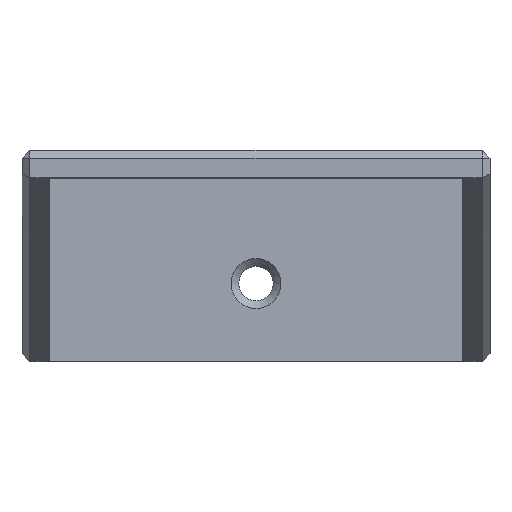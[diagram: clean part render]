
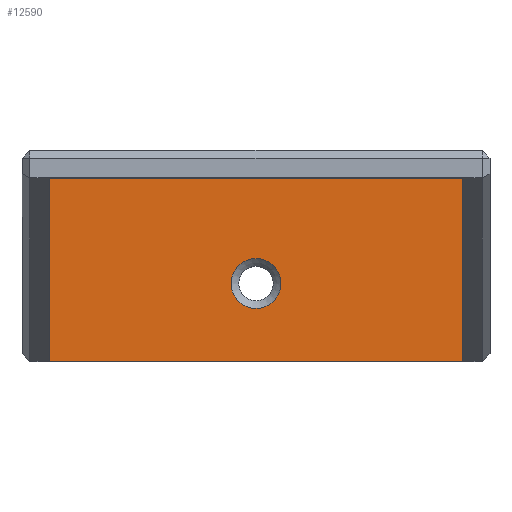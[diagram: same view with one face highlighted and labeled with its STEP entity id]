
A CAD part, top view. The second image highlights one B-rep face of the part: STEP entity #12590.
In plain terms, the highlighted planar face has unit normal (0, 0, 1).
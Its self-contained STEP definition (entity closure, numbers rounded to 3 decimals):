
#8202 = PLANE('',#8203);
#8203 = AXIS2_PLACEMENT_3D('',#8204,#8205,#8206);
#8204 = CARTESIAN_POINT('',(-30.,13.5,0.));
#8205 = DIRECTION('',(0.,1.,0.));
#8206 = DIRECTION('',(0.,0.,1.));
#10915 = PLANE('',#10916);
#10916 = AXIS2_PLACEMENT_3D('',#10917,#10918,#10919);
#10917 = CARTESIAN_POINT('',(-30.,-10.,0.));
#10918 = DIRECTION('',(0.,1.,0.));
#10919 = DIRECTION('',(0.,0.,1.));
#11252 = CONICAL_SURFACE('',#11253,2.2,0.785);
#11253 = AXIS2_PLACEMENT_3D('',#11254,#11255,#11256);
#11254 = CARTESIAN_POINT('',(0.,0.,2.5));
#11255 = DIRECTION('',(0.,0.,1.));
#11256 = DIRECTION('',(1.,0.,0.));
#11796 = VERTEX_POINT('',#11797);
#11797 = CARTESIAN_POINT('',(-26.5,-10.,3.5));
#11832 = PLANE('',#11833);
#11833 = AXIS2_PLACEMENT_3D('',#11834,#11835,#11836);
#11834 = CARTESIAN_POINT('',(-26.5,-10.,0.));
#11835 = DIRECTION('',(1.,0.,0.));
#11836 = DIRECTION('',(0.,0.,1.));
#11883 = EDGE_CURVE('',#11884,#11886,#11888,.T.);
#11884 = VERTEX_POINT('',#11885);
#11885 = CARTESIAN_POINT('',(-26.5,13.5,3.5));
#11886 = VERTEX_POINT('',#11887);
#11887 = CARTESIAN_POINT('',(26.5,13.5,3.5));
#11888 = SURFACE_CURVE('',#11889,(#11893,#11900),.PCURVE_S1.);
#11889 = LINE('',#11890,#11891);
#11890 = CARTESIAN_POINT('',(-30.,13.5,3.5));
#11891 = VECTOR('',#11892,1.);
#11892 = DIRECTION('',(1.,0.,0.));
#11893 = PCURVE('',#8202,#11894);
#11894 = DEFINITIONAL_REPRESENTATION('',(#11895),#11899);
#11895 = LINE('',#11896,#11897);
#11896 = CARTESIAN_POINT('',(3.5,0.));
#11897 = VECTOR('',#11898,1.);
#11898 = DIRECTION('',(0.,1.));
#11899 = ( GEOMETRIC_REPRESENTATION_CONTEXT(2) 
PARAMETRIC_REPRESENTATION_CONTEXT() REPRESENTATION_CONTEXT('2D SPACE',''
  ) );
#11900 = PCURVE('',#11901,#11906);
#11901 = PLANE('',#11902);
#11902 = AXIS2_PLACEMENT_3D('',#11903,#11904,#11905);
#11903 = CARTESIAN_POINT('',(-30.,-10.,3.5));
#11904 = DIRECTION('',(0.,0.,1.));
#11905 = DIRECTION('',(1.,0.,0.));
#11906 = DEFINITIONAL_REPRESENTATION('',(#11907),#11911);
#11907 = LINE('',#11908,#11909);
#11908 = CARTESIAN_POINT('',(0.,23.5));
#11909 = VECTOR('',#11910,1.);
#11910 = DIRECTION('',(1.,0.));
#11911 = ( GEOMETRIC_REPRESENTATION_CONTEXT(2) 
PARAMETRIC_REPRESENTATION_CONTEXT() REPRESENTATION_CONTEXT('2D SPACE',''
  ) );
#11946 = PLANE('',#11947);
#11947 = AXIS2_PLACEMENT_3D('',#11948,#11949,#11950);
#11948 = CARTESIAN_POINT('',(26.5,-10.,0.));
#11949 = DIRECTION('',(-1.,-0.,-0.));
#11950 = DIRECTION('',(0.,0.,-1.));
#11961 = VERTEX_POINT('',#11962);
#11962 = CARTESIAN_POINT('',(26.5,-10.,3.5));
#12312 = EDGE_CURVE('',#11796,#11961,#12313,.T.);
#12313 = SURFACE_CURVE('',#12314,(#12318,#12325),.PCURVE_S1.);
#12314 = LINE('',#12315,#12316);
#12315 = CARTESIAN_POINT('',(-30.,-10.,3.5));
#12316 = VECTOR('',#12317,1.);
#12317 = DIRECTION('',(1.,0.,0.));
#12318 = PCURVE('',#10915,#12319);
#12319 = DEFINITIONAL_REPRESENTATION('',(#12320),#12324);
#12320 = LINE('',#12321,#12322);
#12321 = CARTESIAN_POINT('',(3.5,0.));
#12322 = VECTOR('',#12323,1.);
#12323 = DIRECTION('',(0.,1.));
#12324 = ( GEOMETRIC_REPRESENTATION_CONTEXT(2) 
PARAMETRIC_REPRESENTATION_CONTEXT() REPRESENTATION_CONTEXT('2D SPACE',''
  ) );
#12325 = PCURVE('',#11901,#12326);
#12326 = DEFINITIONAL_REPRESENTATION('',(#12327),#12331);
#12327 = LINE('',#12328,#12329);
#12328 = CARTESIAN_POINT('',(0.,0.));
#12329 = VECTOR('',#12330,1.);
#12330 = DIRECTION('',(1.,0.));
#12331 = ( GEOMETRIC_REPRESENTATION_CONTEXT(2) 
PARAMETRIC_REPRESENTATION_CONTEXT() REPRESENTATION_CONTEXT('2D SPACE',''
  ) );
#12485 = VERTEX_POINT('',#12486);
#12486 = CARTESIAN_POINT('',(3.2,0.,3.5));
#12507 = EDGE_CURVE('',#12485,#12485,#12508,.T.);
#12508 = SURFACE_CURVE('',#12509,(#12514,#12521),.PCURVE_S1.);
#12509 = CIRCLE('',#12510,3.2);
#12510 = AXIS2_PLACEMENT_3D('',#12511,#12512,#12513);
#12511 = CARTESIAN_POINT('',(0.,0.,3.5));
#12512 = DIRECTION('',(0.,0.,1.));
#12513 = DIRECTION('',(1.,0.,0.));
#12514 = PCURVE('',#11252,#12515);
#12515 = DEFINITIONAL_REPRESENTATION('',(#12516),#12520);
#12516 = LINE('',#12517,#12518);
#12517 = CARTESIAN_POINT('',(0.,1.));
#12518 = VECTOR('',#12519,1.);
#12519 = DIRECTION('',(1.,0.));
#12520 = ( GEOMETRIC_REPRESENTATION_CONTEXT(2) 
PARAMETRIC_REPRESENTATION_CONTEXT() REPRESENTATION_CONTEXT('2D SPACE',''
  ) );
#12521 = PCURVE('',#11901,#12522);
#12522 = DEFINITIONAL_REPRESENTATION('',(#12523),#12527);
#12523 = CIRCLE('',#12524,3.2);
#12524 = AXIS2_PLACEMENT_2D('',#12525,#12526);
#12525 = CARTESIAN_POINT('',(30.,10.));
#12526 = DIRECTION('',(1.,0.));
#12527 = ( GEOMETRIC_REPRESENTATION_CONTEXT(2) 
PARAMETRIC_REPRESENTATION_CONTEXT() REPRESENTATION_CONTEXT('2D SPACE',''
  ) );
#12571 = EDGE_CURVE('',#11884,#11796,#12572,.T.);
#12572 = SURFACE_CURVE('',#12573,(#12577,#12583),.PCURVE_S1.);
#12573 = LINE('',#12574,#12575);
#12574 = CARTESIAN_POINT('',(-26.5,-10.,3.5));
#12575 = VECTOR('',#12576,1.);
#12576 = DIRECTION('',(0.,-1.,0.));
#12577 = PCURVE('',#11832,#12578);
#12578 = DEFINITIONAL_REPRESENTATION('',(#12579),#12582);
#12579 = B_SPLINE_CURVE_WITH_KNOTS('',1,(#12580,#12581),.UNSPECIFIED.,
  .F.,.F.,(2,2),(-23.5,0.),.PIECEWISE_BEZIER_KNOTS.);
#12580 = CARTESIAN_POINT('',(3.5,-23.5));
#12581 = CARTESIAN_POINT('',(3.5,0.));
#12582 = ( GEOMETRIC_REPRESENTATION_CONTEXT(2) 
PARAMETRIC_REPRESENTATION_CONTEXT() REPRESENTATION_CONTEXT('2D SPACE',''
  ) );
#12583 = PCURVE('',#11901,#12584);
#12584 = DEFINITIONAL_REPRESENTATION('',(#12585),#12588);
#12585 = B_SPLINE_CURVE_WITH_KNOTS('',1,(#12586,#12587),.UNSPECIFIED.,
  .F.,.F.,(2,2),(-23.5,0.),.PIECEWISE_BEZIER_KNOTS.);
#12586 = CARTESIAN_POINT('',(3.5,23.5));
#12587 = CARTESIAN_POINT('',(3.5,0.));
#12588 = ( GEOMETRIC_REPRESENTATION_CONTEXT(2) 
PARAMETRIC_REPRESENTATION_CONTEXT() REPRESENTATION_CONTEXT('2D SPACE',''
  ) );
#12590 = ADVANCED_FACE('',(#12591,#12594),#11901,.T.);
#12591 = FACE_BOUND('',#12592,.T.);
#12592 = EDGE_LOOP('',(#12593));
#12593 = ORIENTED_EDGE('',*,*,#12507,.F.);
#12594 = FACE_BOUND('',#12595,.T.);
#12595 = EDGE_LOOP('',(#12596,#12597,#12598,#12617));
#12596 = ORIENTED_EDGE('',*,*,#12571,.T.);
#12597 = ORIENTED_EDGE('',*,*,#12312,.T.);
#12598 = ORIENTED_EDGE('',*,*,#12599,.F.);
#12599 = EDGE_CURVE('',#11886,#11961,#12600,.T.);
#12600 = SURFACE_CURVE('',#12601,(#12605,#12611),.PCURVE_S1.);
#12601 = LINE('',#12602,#12603);
#12602 = CARTESIAN_POINT('',(26.5,-10.,3.5));
#12603 = VECTOR('',#12604,1.);
#12604 = DIRECTION('',(0.,-1.,0.));
#12605 = PCURVE('',#11901,#12606);
#12606 = DEFINITIONAL_REPRESENTATION('',(#12607),#12610);
#12607 = B_SPLINE_CURVE_WITH_KNOTS('',1,(#12608,#12609),.UNSPECIFIED.,
  .F.,.F.,(2,2),(-23.5,0.),.PIECEWISE_BEZIER_KNOTS.);
#12608 = CARTESIAN_POINT('',(56.5,23.5));
#12609 = CARTESIAN_POINT('',(56.5,0.));
#12610 = ( GEOMETRIC_REPRESENTATION_CONTEXT(2) 
PARAMETRIC_REPRESENTATION_CONTEXT() REPRESENTATION_CONTEXT('2D SPACE',''
  ) );
#12611 = PCURVE('',#11946,#12612);
#12612 = DEFINITIONAL_REPRESENTATION('',(#12613),#12616);
#12613 = B_SPLINE_CURVE_WITH_KNOTS('',1,(#12614,#12615),.UNSPECIFIED.,
  .F.,.F.,(2,2),(-23.5,0.),.PIECEWISE_BEZIER_KNOTS.);
#12614 = CARTESIAN_POINT('',(-3.5,-23.5));
#12615 = CARTESIAN_POINT('',(-3.5,0.));
#12616 = ( GEOMETRIC_REPRESENTATION_CONTEXT(2) 
PARAMETRIC_REPRESENTATION_CONTEXT() REPRESENTATION_CONTEXT('2D SPACE',''
  ) );
#12617 = ORIENTED_EDGE('',*,*,#11883,.F.);
